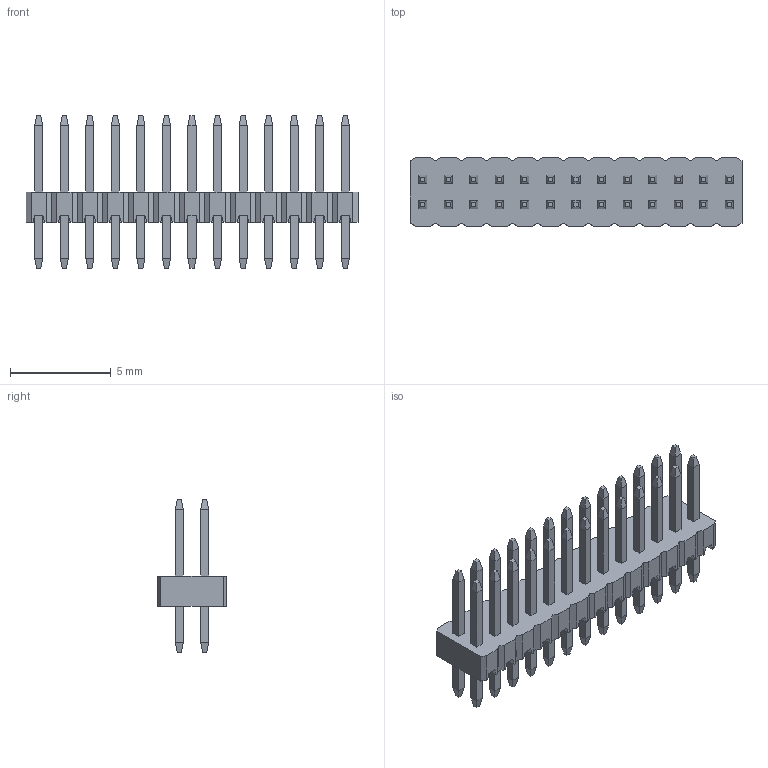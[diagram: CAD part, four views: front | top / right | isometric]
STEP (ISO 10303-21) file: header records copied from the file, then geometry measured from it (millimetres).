
FILE_DESCRIPTION(/* description */ (''),/* implementation_level */ '2;1');
FILE_NAME(/* name */ 'Pin header 2x13 TH pitch 1.27mm',/* time_stamp */ '2019-12-21T16:08:30+01:00',/* author */ (''),/* organization */ (''),/* preprocessor_version */ 'ST-DEVELOPER v16.5',/* originating_system */ '',/* authorisation */ '');
FILE_SCHEMA (('AUTOMOTIVE_DESIGN'));
Length unit declared in the file: millimetre
Products named in the file (1): Document
Bounding box: 16.51 x 3.4 x 7.6 mm (x, y, z)
Volume: 102.1 mm3; surface area: 537.8 mm2
Topology: 27 solids, 27 shells, 628 faces, 1540 edges, 940 vertices
Faces by surface type: plane 628
Entity records: 15892 total; most frequent: CARTESIAN_POINT 4652, ORIENTED_EDGE 3080, EDGE_CURVE 1540, B_SPLINE_CURVE_WITH_KNOTS 1540, VERTEX_POINT 940, EDGE_LOOP 654, DIRECTION 632, AXIS2_PLACEMENT_3D 630
